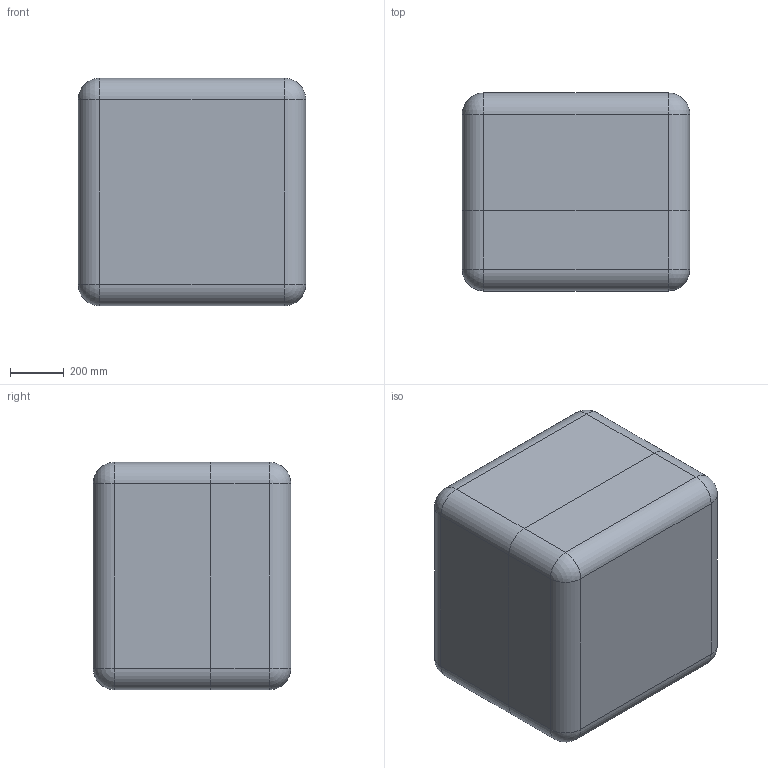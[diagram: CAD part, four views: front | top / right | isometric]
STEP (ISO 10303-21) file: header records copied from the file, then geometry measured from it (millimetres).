
FILE_DESCRIPTION (( 'STEP AP214' ), '1' );
FILE_NAME ('Êîíòåéíåð ÀÄÌÈÐÀË®ÏÐÎÔÅÑÑÈÎÍÀËÜÍÛÅ 135_óïðîùåííàÿ 3D-ìîäåëü.STEP', '2025-08-27T13:50:01', ( '' ), ( '' ), 'SwSTEP 2.0', 'SolidWorks 2021', '' );
FILE_SCHEMA (( 'AUTOMOTIVE_DESIGN' ));
Length unit declared in the file: millimetre
Products named in the file (3): Top 143 óïð; base 132A; Êîíòåéíåð ÀÄÌÈÐÀË®ÏÐÎÔÅÑÑÈÎÍÀËÜÍÛÅ 135_óïðîùåííàÿ 3D-ìîäåëü
Assembly tree (2 placements, depth 2):
  Êîíòåéíåð ÀÄÌÈÐÀË®ÏÐÎÔÅÑÑÈÎÍÀËÜÍÛÅ 135_óïðîùåííàÿ 3D-ìîäåëü
    base 132A
    Top 143 óïð
Bounding box: 843.82 x 733.3 x 843.82 mm (x, y, z)
Volume: 180268873.5 mm3; surface area: 7865571.6 mm2
Topology: 2 solids, 2 shells, 1486 faces, 3739 edges, 2182 vertices
Faces by surface type: cylinder 592, plane 309, bspline 297, torus 228, sphere 32, cone 28
Entity records: 52756 total; most frequent: CARTESIAN_POINT 19475, ORIENTED_EDGE 7318, DIRECTION 6742, EDGE_CURVE 3659, AXIS2_PLACEMENT_3D 2671, VERTEX_POINT 2182, EDGE_LOOP 1503, ADVANCED_FACE 1486
